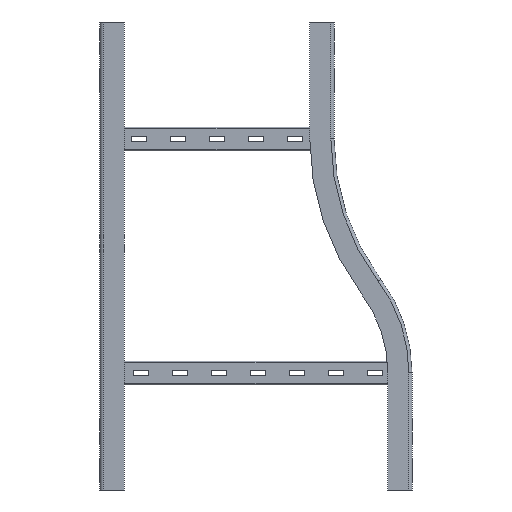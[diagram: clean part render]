
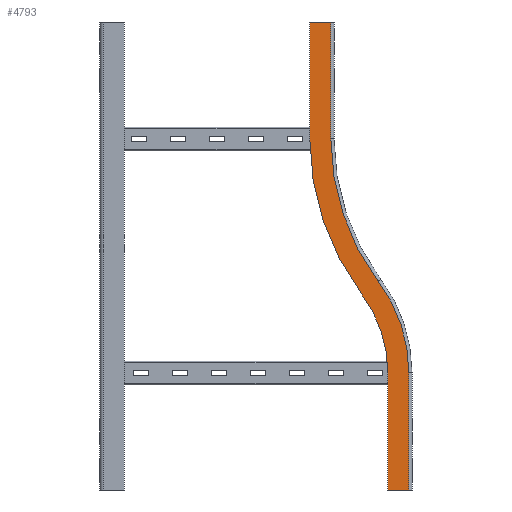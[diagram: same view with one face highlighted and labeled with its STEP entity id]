
A CAD part, front view. The second image highlights one B-rep face of the part: STEP entity #4793.
In plain terms, the highlighted planar face has unit normal (0, -1, 0).
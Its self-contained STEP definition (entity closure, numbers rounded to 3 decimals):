
#136=CIRCLE('',#5137,169.);
#138=CIRCLE('',#5140,196.);
#158=CIRCLE('',#5170,331.);
#160=CIRCLE('',#5173,304.);
#349=FACE_OUTER_BOUND('',#640,.T.);
#640=EDGE_LOOP('',(#3572,#3573,#3574,#3575,#3576,#3577,#3578,#3579,#3580,
#3581));
#957=LINE('',#7014,#1534);
#958=LINE('',#7020,#1535);
#976=LINE('',#7152,#1553);
#1026=LINE('',#7257,#1603);
#1034=LINE('',#7275,#1611);
#1035=LINE('',#7277,#1612);
#1534=VECTOR('',#5626,10.);
#1535=VECTOR('',#5631,10.);
#1553=VECTOR('',#5799,10.);
#1603=VECTOR('',#5901,10.);
#1611=VECTOR('',#5923,10.);
#1612=VECTOR('',#5926,10.);
#2087=VERTEX_POINT('',#7007);
#2090=VERTEX_POINT('',#7012);
#2092=VERTEX_POINT('',#7017);
#2093=VERTEX_POINT('',#7019);
#2110=VERTEX_POINT('',#7073);
#2113=VERTEX_POINT('',#7080);
#2126=VERTEX_POINT('',#7127);
#2128=VERTEX_POINT('',#7133);
#2161=VERTEX_POINT('',#7255);
#2164=VERTEX_POINT('',#7273);
#2533=EDGE_CURVE('',#2087,#2090,#957,.T.);
#2535=EDGE_CURVE('',#2092,#2093,#958,.T.);
#2564=EDGE_CURVE('',#2110,#2087,#136,.T.);
#2566=EDGE_CURVE('',#2113,#2092,#138,.T.);
#2591=EDGE_CURVE('',#2126,#2110,#158,.T.);
#2593=EDGE_CURVE('',#2128,#2113,#160,.T.);
#2602=EDGE_CURVE('',#2093,#2090,#976,.T.);
#2657=EDGE_CURVE('',#2161,#2128,#1026,.T.);
#2666=EDGE_CURVE('',#2164,#2161,#1034,.T.);
#2667=EDGE_CURVE('',#2126,#2164,#1035,.T.);
#3572=ORIENTED_EDGE('',*,*,#2657,.F.);
#3573=ORIENTED_EDGE('',*,*,#2666,.F.);
#3574=ORIENTED_EDGE('',*,*,#2667,.F.);
#3575=ORIENTED_EDGE('',*,*,#2591,.T.);
#3576=ORIENTED_EDGE('',*,*,#2564,.T.);
#3577=ORIENTED_EDGE('',*,*,#2533,.T.);
#3578=ORIENTED_EDGE('',*,*,#2602,.F.);
#3579=ORIENTED_EDGE('',*,*,#2535,.F.);
#3580=ORIENTED_EDGE('',*,*,#2566,.F.);
#3581=ORIENTED_EDGE('',*,*,#2593,.F.);
#4540=PLANE('',#5220);
#4793=ADVANCED_FACE('',(#349),#4540,.F.);
#5137=AXIS2_PLACEMENT_3D('',#7077,#5698,#5699);
#5140=AXIS2_PLACEMENT_3D('',#7082,#5704,#5705);
#5170=AXIS2_PLACEMENT_3D('',#7131,#5769,#5770);
#5173=AXIS2_PLACEMENT_3D('',#7136,#5775,#5776);
#5220=AXIS2_PLACEMENT_3D('',#7280,#5931,#5932);
#5626=DIRECTION('',(0.,0.,-1.));
#5631=DIRECTION('',(0.,0.,-1.));
#5698=DIRECTION('center_axis',(0.,1.,0.));
#5699=DIRECTION('ref_axis',(0.8,0.,0.6));
#5704=DIRECTION('center_axis',(0.,1.,0.));
#5705=DIRECTION('ref_axis',(0.8,0.,0.6));
#5769=DIRECTION('center_axis',(0.,-1.,0.));
#5770=DIRECTION('ref_axis',(-1.,0.,0.));
#5775=DIRECTION('center_axis',(0.,-1.,0.));
#5776=DIRECTION('ref_axis',(-1.,0.,0.));
#5799=DIRECTION('',(-1.,0.,0.));
#5901=DIRECTION('',(0.,0.,-1.));
#5923=DIRECTION('',(1.,0.,0.));
#5926=DIRECTION('',(0.,0.,1.));
#5931=DIRECTION('center_axis',(0.,1.,0.));
#5932=DIRECTION('ref_axis',(0.,0.,1.));
#7007=CARTESIAN_POINT('',(100.,0.,-300.));
#7012=CARTESIAN_POINT('',(100.,0.,-450.));
#7014=CARTESIAN_POINT('',(100.,0.,-300.));
#7017=CARTESIAN_POINT('',(127.,0.,-300.));
#7019=CARTESIAN_POINT('',(127.,0.,-450.));
#7020=CARTESIAN_POINT('',(127.,0.,-300.));
#7073=CARTESIAN_POINT('',(66.2,0.,-198.6));
#7077=CARTESIAN_POINT('Origin',(-69.,0.,
-300.));
#7080=CARTESIAN_POINT('',(87.8,0.,-182.4));
#7082=CARTESIAN_POINT('Origin',(-69.,0.,-300.));
#7127=CARTESIAN_POINT('',(0.,0.,0.));
#7131=CARTESIAN_POINT('Origin',(331.,0.,
0.));
#7133=CARTESIAN_POINT('',(27.,0.,0.));
#7136=CARTESIAN_POINT('Origin',(331.,0.,
0.));
#7152=CARTESIAN_POINT('',(127.,0.,-450.));
#7255=CARTESIAN_POINT('',(27.,0.,150.));
#7257=CARTESIAN_POINT('',(27.,0.,75.));
#7273=CARTESIAN_POINT('',(0.,0.,150.));
#7275=CARTESIAN_POINT('',(0.,0.,150.));
#7277=CARTESIAN_POINT('',(0.,0.,0.));
#7280=CARTESIAN_POINT('Origin',(80.786,0.,75.));
